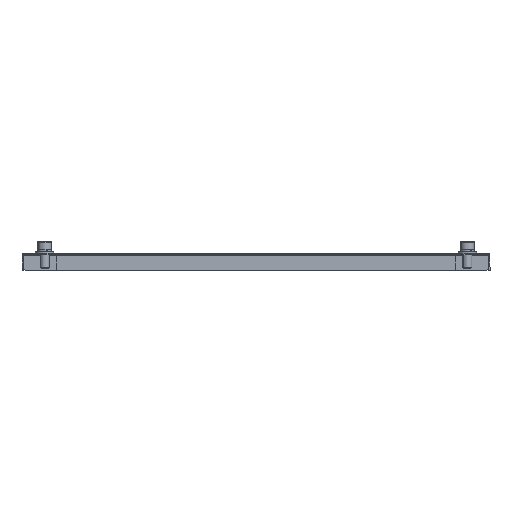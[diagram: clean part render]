
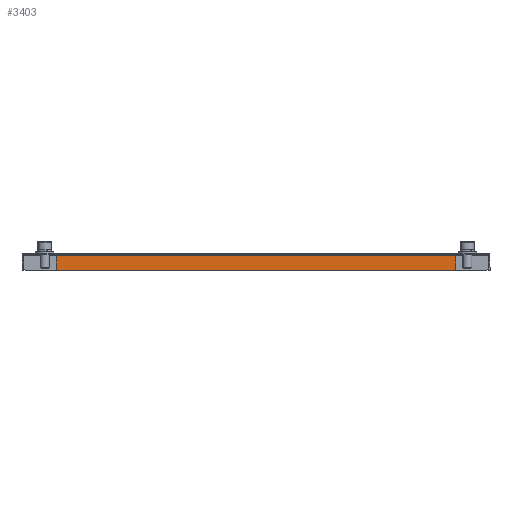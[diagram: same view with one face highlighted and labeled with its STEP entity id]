
A CAD part, front view. The second image highlights one B-rep face of the part: STEP entity #3403.
In plain terms, the highlighted planar face has unit normal (0, -1, 0).
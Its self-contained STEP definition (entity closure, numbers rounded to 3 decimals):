
#123 = CARTESIAN_POINT ( 'NONE',  ( 260., -306.35, -22. ) ) ;
#281 = VECTOR ( 'NONE', #3866, 1000. ) ;
#361 = VERTEX_POINT ( 'NONE', #123 ) ;
#383 = EDGE_CURVE ( 'NONE', #796, #2803, #2208, .T. ) ;
#398 = CARTESIAN_POINT ( 'NONE',  ( -260., -306.35, -22. ) ) ;
#542 = VECTOR ( 'NONE', #2093, 1000. ) ;
#565 = ORIENTED_EDGE ( 'NONE', *, *, #3206, .T. ) ;
#721 = ORIENTED_EDGE ( 'NONE', *, *, #383, .T. ) ;
#722 = DIRECTION ( 'NONE',  ( 0., 0., -1. ) ) ;
#796 = VERTEX_POINT ( 'NONE', #2847 ) ;
#823 = LINE ( 'NONE', #2012, #1041 ) ;
#899 = EDGE_CURVE ( 'NONE', #796, #1352, #823, .T. ) ;
#1031 = DIRECTION ( 'NONE',  ( 0., 0., 1. ) ) ;
#1041 = VECTOR ( 'NONE', #3556, 1000. ) ;
#1112 = ORIENTED_EDGE ( 'NONE', *, *, #899, .F. ) ;
#1177 = LINE ( 'NONE', #3341, #281 ) ;
#1189 = CARTESIAN_POINT ( 'NONE',  ( 260., -306.35, -22. ) ) ;
#1352 = VERTEX_POINT ( 'NONE', #1744 ) ;
#1418 = EDGE_CURVE ( 'NONE', #2803, #361, #1499, .T. ) ;
#1499 = LINE ( 'NONE', #1189, #542 ) ;
#1573 = CARTESIAN_POINT ( 'NONE',  ( 0., -306.35, 0. ) ) ;
#1744 = CARTESIAN_POINT ( 'NONE',  ( 260., -306.35, -2.8 ) ) ;
#1877 = EDGE_LOOP ( 'NONE', ( #1112, #721, #2075, #565 ) ) ;
#2012 = CARTESIAN_POINT ( 'NONE',  ( 0., -306.35, -2.8 ) ) ;
#2075 = ORIENTED_EDGE ( 'NONE', *, *, #1418, .T. ) ;
#2093 = DIRECTION ( 'NONE',  ( 1., 0., 0. ) ) ;
#2102 = AXIS2_PLACEMENT_3D ( 'NONE', #1573, #3135, #1031 ) ;
#2208 = LINE ( 'NONE', #398, #2641 ) ;
#2403 = CARTESIAN_POINT ( 'NONE',  ( -260., -306.35, -22. ) ) ;
#2641 = VECTOR ( 'NONE', #722, 1000. ) ;
#2803 = VERTEX_POINT ( 'NONE', #2403 ) ;
#2847 = CARTESIAN_POINT ( 'NONE',  ( -260., -306.35, -2.8 ) ) ;
#3095 = PLANE ( 'NONE',  #2102 ) ;
#3135 = DIRECTION ( 'NONE',  ( 0., 1., 0. ) ) ;
#3206 = EDGE_CURVE ( 'NONE', #361, #1352, #1177, .T. ) ;
#3341 = CARTESIAN_POINT ( 'NONE',  ( 260., -306.35, -1.5 ) ) ;
#3403 = ADVANCED_FACE ( 'NONE', ( #3405 ), #3095, .F. ) ;
#3405 = FACE_OUTER_BOUND ( 'NONE', #1877, .T. ) ;
#3556 = DIRECTION ( 'NONE',  ( 1., 0., 0. ) ) ;
#3866 = DIRECTION ( 'NONE',  ( 0., 0., 1. ) ) ;
